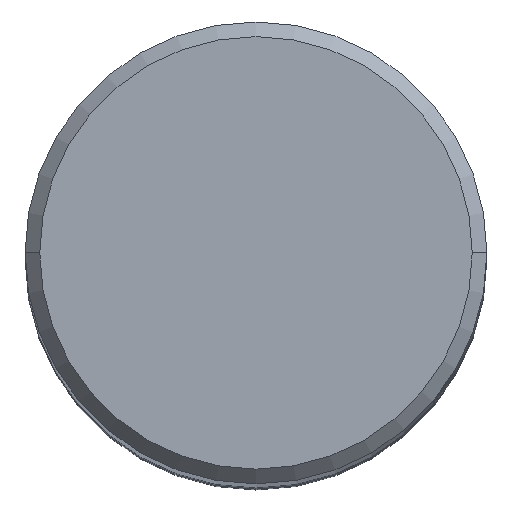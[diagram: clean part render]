
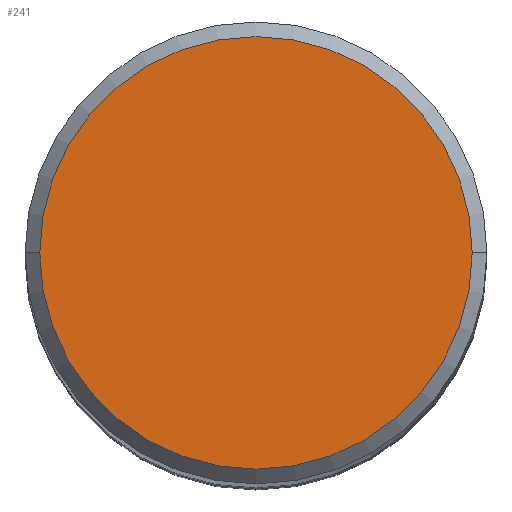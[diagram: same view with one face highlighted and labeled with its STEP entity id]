
A CAD part, top view. The second image highlights one B-rep face of the part: STEP entity #241.
In plain terms, the highlighted planar face has unit normal (0, 0, 1).
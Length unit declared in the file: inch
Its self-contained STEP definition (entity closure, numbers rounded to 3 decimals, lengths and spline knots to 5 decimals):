
#53 = CARTESIAN_POINT ( 'NONE',  ( 0., 0.29495, 0. ) ) ;
#89 = EDGE_LOOP ( 'NONE', ( #311, #434 ) ) ;
#137 = VERTEX_POINT ( 'NONE', #142 ) ;
#142 = CARTESIAN_POINT ( 'NONE',  ( -0.29495, 0., 0. ) ) ;
#148 = DIRECTION ( 'NONE',  ( 0., 0., -1. ) ) ;
#159 = DIRECTION ( 'NONE',  ( 1., 0., 0. ) ) ;
#202 = AXIS2_PLACEMENT_3D ( 'NONE', #53, #148, #315 ) ;
#207 = DIRECTION ( 'NONE',  ( 0., 0., 1. ) ) ;
#238 = CARTESIAN_POINT ( 'NONE',  ( 0., 0., 0. ) ) ;
#241 = ADVANCED_FACE ( 'NONE', ( #484 ), #435, .F. ) ;
#246 = AXIS2_PLACEMENT_3D ( 'NONE', #551, #207, #369 ) ;
#283 = CARTESIAN_POINT ( 'NONE',  ( 0.29495, 0., 0. ) ) ;
#311 = ORIENTED_EDGE ( 'NONE', *, *, #494, .T. ) ;
#315 = DIRECTION ( 'NONE',  ( -1., 0., 0. ) ) ;
#317 = CIRCLE ( 'NONE', #343, 0.29495 ) ;
#343 = AXIS2_PLACEMENT_3D ( 'NONE', #238, #356, #159 ) ;
#356 = DIRECTION ( 'NONE',  ( 0., 0., 1. ) ) ;
#369 = DIRECTION ( 'NONE',  ( 1., 0., 0. ) ) ;
#407 = EDGE_CURVE ( 'NONE', #425, #137, #507, .T. ) ;
#425 = VERTEX_POINT ( 'NONE', #283 ) ;
#434 = ORIENTED_EDGE ( 'NONE', *, *, #407, .T. ) ;
#435 = PLANE ( 'NONE',  #202 ) ;
#484 = FACE_OUTER_BOUND ( 'NONE', #89, .T. ) ;
#494 = EDGE_CURVE ( 'NONE', #137, #425, #317, .T. ) ;
#507 = CIRCLE ( 'NONE', #246, 0.29495 ) ;
#551 = CARTESIAN_POINT ( 'NONE',  ( 0., 0., 0. ) ) ;
